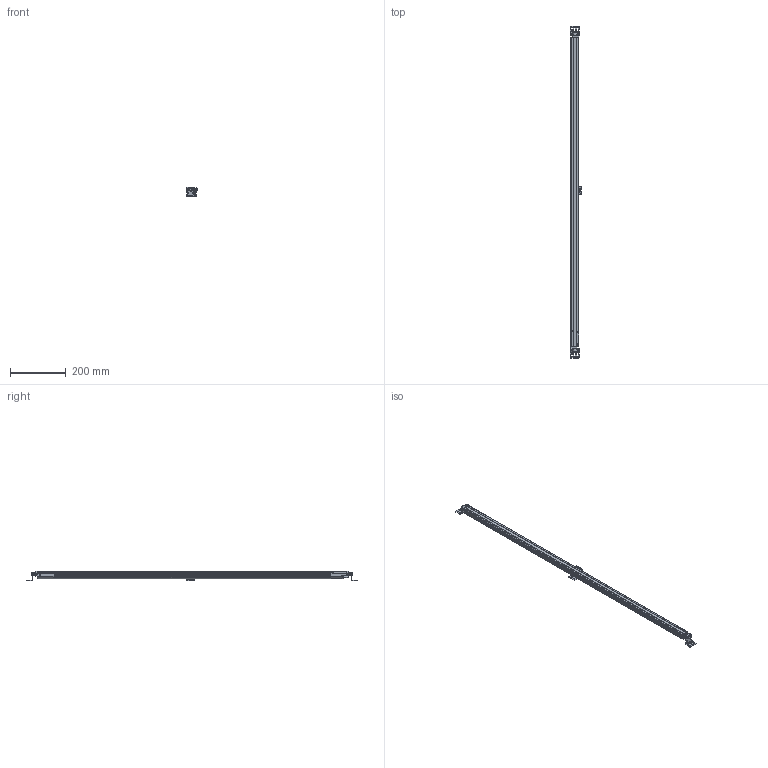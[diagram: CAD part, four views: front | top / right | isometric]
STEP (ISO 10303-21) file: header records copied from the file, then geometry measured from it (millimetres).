
FILE_DESCRIPTION((''),'2;1');
FILE_NAME('141893_SM01_ASM','2025-07-09T10:23:10',('banengservice'),('BANNER ENGINEERING'),'CREO PARAMETRIC BY PTC INC, 2022414','CREO PARAMETRIC BY PTC INC, 2022414','');
FILE_SCHEMA(('CONFIG_CONTROL_DESIGN'));
Products named in the file (6): 141893_EP01; EZS_OUTER_BRACKET_EP01; EZS_SIDE_BRACKET_EP01; EZS_SIDE_BRACKET_EP02; EZS_SIDE_BRACKET_SM01_ASM; 141893_SM01_ASM
Assembly tree (6 placements, depth 3):
  141893_SM01_ASM
    141893_EP01
    EZS_OUTER_BRACKET_EP01  x2
    EZS_SIDE_BRACKET_SM01_ASM
      EZS_SIDE_BRACKET_EP01
      EZS_SIDE_BRACKET_EP02
Bounding box: 41.2 x 1187.95 x 32.93 mm (x, y, z)
Volume: 695960.7 mm3; surface area: 168299.9 mm2
Topology: 5 solids, 5 shells, 2659 faces, 7722 edges, 4875 vertices
Faces by surface type: plane 1073, cylinder 960, bspline 333, torus 195, cone 53, sphere 45
Entity records: 249184 total; most frequent: CARTESIAN_POINT 188784, ORIENTED_EDGE 13878, DIRECTION 11055, EDGE_CURVE 6939, VERTEX_POINT 4391, VECTOR 3929, LINE 3929, AXIS2_PLACEMENT_3D 3563
